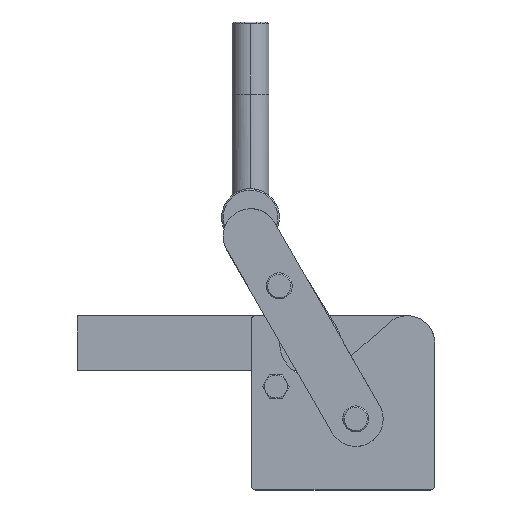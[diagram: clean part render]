
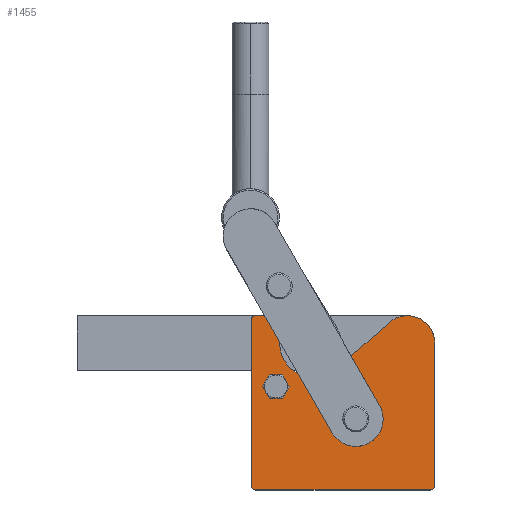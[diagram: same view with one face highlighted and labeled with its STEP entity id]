
A CAD part, top view. The second image highlights one B-rep face of the part: STEP entity #1455.
In plain terms, the highlighted planar face has unit normal (0, 0, 1).
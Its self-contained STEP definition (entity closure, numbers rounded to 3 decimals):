
#7 = VECTOR ( 'NONE', #1308, 1000. ) ;
#74 = EDGE_CURVE ( 'NONE', #2017, #7306, #183, .T. ) ;
#183 = CIRCLE ( 'NONE', #8160, 23.75 ) ;
#265 = DIRECTION ( 'NONE',  ( 1., 0., 0. ) ) ;
#301 = CARTESIAN_POINT ( 'NONE',  ( -121., -3., 10. ) ) ;
#361 = AXIS2_PLACEMENT_3D ( 'NONE', #2389, #6810, #3037 ) ;
#410 = VERTEX_POINT ( 'NONE', #4554 ) ;
#491 = AXIS2_PLACEMENT_3D ( 'NONE', #667, #6355, #2574 ) ;
#667 = CARTESIAN_POINT ( 'NONE',  ( -17.755, 92.862, 10. ) ) ;
#668 = CARTESIAN_POINT ( 'NONE',  ( -28.562, 112.855, 10. ) ) ;
#737 = ORIENTED_EDGE ( 'NONE', *, *, #6164, .F. ) ;
#758 = EDGE_CURVE ( 'NONE', #4308, #410, #5395, .T. ) ;
#765 = CIRCLE ( 'NONE', #5191, 3. ) ;
#810 = ORIENTED_EDGE ( 'NONE', *, *, #4622, .T. ) ;
#850 = CARTESIAN_POINT ( 'NONE',  ( -124., 114.6, 10. ) ) ;
#889 = EDGE_CURVE ( 'NONE', #8013, #5347, #2527, .T. ) ;
#1278 = ORIENTED_EDGE ( 'NONE', *, *, #74, .T. ) ;
#1308 = DIRECTION ( 'NONE',  ( -1., 0., 0. ) ) ;
#1315 = DIRECTION ( 'NONE',  ( 0., 0., 1. ) ) ;
#1362 = ORIENTED_EDGE ( 'NONE', *, *, #6175, .T. ) ;
#1378 = AXIS2_PLACEMENT_3D ( 'NONE', #5088, #1315, #5725 ) ;
#1409 = EDGE_LOOP ( 'NONE', ( #737, #5860 ) ) ;
#1455 = ADVANCED_FACE ( 'NONE', ( #7965, #4792, #3116 ), #5080, .T. ) ;
#1567 = EDGE_CURVE ( 'NONE', #2445, #2017, #5668, .T. ) ;
#1575 = CIRCLE ( 'NONE', #2983, 19. ) ;
#1580 = DIRECTION ( 'NONE',  ( 0., 0., -1. ) ) ;
#1698 = VERTEX_POINT ( 'NONE', #2801 ) ;
#1730 = AXIS2_PLACEMENT_3D ( 'NONE', #5996, #2220, #6643 ) ;
#1839 = CARTESIAN_POINT ( 'NONE',  ( -121., 117.6, 10. ) ) ;
#1877 = LINE ( 'NONE', #5081, #7 ) ;
#1981 = VERTEX_POINT ( 'NONE', #1839 ) ;
#1991 = EDGE_CURVE ( 'NONE', #5049, #6203, #3295, .T. ) ;
#2017 = VERTEX_POINT ( 'NONE', #5070 ) ;
#2090 = DIRECTION ( 'NONE',  ( 0., 0., 1. ) ) ;
#2220 = DIRECTION ( 'NONE',  ( 0., 0., 1. ) ) ;
#2275 = CARTESIAN_POINT ( 'NONE',  ( -107., 60.6, 10. ) ) ;
#2285 = DIRECTION ( 'NONE',  ( 0., 0., 1. ) ) ;
#2389 = CARTESIAN_POINT ( 'NONE',  ( -51.302, 46.1, 10. ) ) ;
#2445 = VERTEX_POINT ( 'NONE', #3131 ) ;
#2527 = CIRCLE ( 'NONE', #1378, 8. ) ;
#2535 = CARTESIAN_POINT ( 'NONE',  ( -121., 0., 10. ) ) ;
#2574 = DIRECTION ( 'NONE',  ( -0.956, 0.292, 0. ) ) ;
#2714 = CARTESIAN_POINT ( 'NONE',  ( -80.66, 98.6, 10. ) ) ;
#2801 = CARTESIAN_POINT ( 'NONE',  ( -45.802, 46.1, 10. ) ) ;
#2970 = VECTOR ( 'NONE', #5266, 1000. ) ;
#2983 = AXIS2_PLACEMENT_3D ( 'NONE', #6060, #2285, #6702 ) ;
#3037 = DIRECTION ( 'NONE',  ( 0., -1., 0. ) ) ;
#3112 = CARTESIAN_POINT ( 'NONE',  ( -107., 76.6, 10. ) ) ;
#3116 = FACE_BOUND ( 'NONE', #4993, .T. ) ;
#3131 = CARTESIAN_POINT ( 'NONE',  ( -64.958, 80.781, 10. ) ) ;
#3170 = EDGE_CURVE ( 'NONE', #4084, #1981, #1877, .T. ) ;
#3174 = VERTEX_POINT ( 'NONE', #668 ) ;
#3186 = DIRECTION ( 'NONE',  ( 1., 0., 0. ) ) ;
#3253 = VECTOR ( 'NONE', #3514, 1000. ) ;
#3264 = ORIENTED_EDGE ( 'NONE', *, *, #889, .F. ) ;
#3295 = CIRCLE ( 'NONE', #7499, 3. ) ;
#3361 = DIRECTION ( 'NONE',  ( 1., 0., 0. ) ) ;
#3381 = CARTESIAN_POINT ( 'NONE',  ( -121., -3., 10. ) ) ;
#3387 = EDGE_CURVE ( 'NONE', #5347, #8013, #6117, .T. ) ;
#3501 = DIRECTION ( 'NONE',  ( 0., 0., 1. ) ) ;
#3514 = DIRECTION ( 'NONE',  ( 1., 0., 0. ) ) ;
#3613 = VECTOR ( 'NONE', #6636, 1000. ) ;
#3661 = VERTEX_POINT ( 'NONE', #3744 ) ;
#3744 = CARTESIAN_POINT ( 'NONE',  ( 0., -3., 10. ) ) ;
#3750 = CARTESIAN_POINT ( 'NONE',  ( -104.306, 100.82, 10. ) ) ;
#3958 = EDGE_LOOP ( 'NONE', ( #5034, #1278, #6008, #7696, #6735, #1362, #4635, #4947, #810, #4004, #6307, #5158 ) ) ;
#3988 = AXIS2_PLACEMENT_3D ( 'NONE', #5864, #2090, #6500 ) ;
#4004 = ORIENTED_EDGE ( 'NONE', *, *, #758, .T. ) ;
#4062 = DIRECTION ( 'NONE',  ( 0., 0., 1. ) ) ;
#4084 = VERTEX_POINT ( 'NONE', #7324 ) ;
#4183 = EDGE_CURVE ( 'NONE', #4670, #1698, #5509, .T. ) ;
#4308 = VERTEX_POINT ( 'NONE', #7567 ) ;
#4317 = CARTESIAN_POINT ( 'NONE',  ( 3., 98.6, 10. ) ) ;
#4445 = VERTEX_POINT ( 'NONE', #6384 ) ;
#4554 = CARTESIAN_POINT ( 'NONE',  ( 3., 98.6, 10. ) ) ;
#4622 = EDGE_CURVE ( 'NONE', #3661, #4308, #6183, .T. ) ;
#4635 = ORIENTED_EDGE ( 'NONE', *, *, #1991, .T. ) ;
#4665 = CARTESIAN_POINT ( 'NONE',  ( -124., 0., 10. ) ) ;
#4670 = VERTEX_POINT ( 'NONE', #7315 ) ;
#4731 = AXIS2_PLACEMENT_3D ( 'NONE', #2714, #7138, #3361 ) ;
#4792 = FACE_OUTER_BOUND ( 'NONE', #3958, .T. ) ;
#4913 = LINE ( 'NONE', #3750, #6592 ) ;
#4947 = ORIENTED_EDGE ( 'NONE', *, *, #6336, .T. ) ;
#4993 = EDGE_LOOP ( 'NONE', ( #3264, #7520 ) ) ;
#5034 = ORIENTED_EDGE ( 'NONE', *, *, #1567, .T. ) ;
#5049 = VERTEX_POINT ( 'NONE', #4665 ) ;
#5070 = CARTESIAN_POINT ( 'NONE',  ( -104.41, 98.6, 10. ) ) ;
#5080 = PLANE ( 'NONE',  #491 ) ;
#5081 = CARTESIAN_POINT ( 'NONE',  ( -121., 117.6, 10. ) ) ;
#5088 = CARTESIAN_POINT ( 'NONE',  ( -107., 68.6, 10. ) ) ;
#5158 = ORIENTED_EDGE ( 'NONE', *, *, #7938, .T. ) ;
#5191 = AXIS2_PLACEMENT_3D ( 'NONE', #7850, #4062, #265 ) ;
#5266 = DIRECTION ( 'NONE',  ( 0., -1., 0. ) ) ;
#5347 = VERTEX_POINT ( 'NONE', #3112 ) ;
#5389 = CARTESIAN_POINT ( 'NONE',  ( -64.958, 80.781, 10. ) ) ;
#5395 = LINE ( 'NONE', #4317, #7088 ) ;
#5509 = CIRCLE ( 'NONE', #361, 5.5 ) ;
#5642 = AXIS2_PLACEMENT_3D ( 'NONE', #7281, #3501, #7924 ) ;
#5668 = CIRCLE ( 'NONE', #4731, 23.75 ) ;
#5725 = DIRECTION ( 'NONE',  ( 1., 0., 0. ) ) ;
#5860 = ORIENTED_EDGE ( 'NONE', *, *, #4183, .F. ) ;
#5864 = CARTESIAN_POINT ( 'NONE',  ( -51.302, 46.1, 10. ) ) ;
#5996 = CARTESIAN_POINT ( 'NONE',  ( 0., 0., 10. ) ) ;
#6008 = ORIENTED_EDGE ( 'NONE', *, *, #7024, .T. ) ;
#6060 = CARTESIAN_POINT ( 'NONE',  ( -16., 98.6, 10. ) ) ;
#6110 = LINE ( 'NONE', #850, #2970 ) ;
#6117 = CIRCLE ( 'NONE', #5642, 8. ) ;
#6164 = EDGE_CURVE ( 'NONE', #1698, #4670, #8021, .T. ) ;
#6175 = EDGE_CURVE ( 'NONE', #4445, #5049, #6110, .T. ) ;
#6183 = CIRCLE ( 'NONE', #1730, 3. ) ;
#6203 = VERTEX_POINT ( 'NONE', #3381 ) ;
#6299 = CARTESIAN_POINT ( 'NONE',  ( -80.66, 98.6, 10. ) ) ;
#6307 = ORIENTED_EDGE ( 'NONE', *, *, #6369, .T. ) ;
#6336 = EDGE_CURVE ( 'NONE', #6203, #3661, #6610, .T. ) ;
#6355 = DIRECTION ( 'NONE',  ( 0., 0., 1. ) ) ;
#6369 = EDGE_CURVE ( 'NONE', #410, #3174, #1575, .T. ) ;
#6384 = CARTESIAN_POINT ( 'NONE',  ( -124., 114.6, 10. ) ) ;
#6500 = DIRECTION ( 'NONE',  ( 0., -1., 0. ) ) ;
#6592 = VECTOR ( 'NONE', #7535, 1000. ) ;
#6610 = LINE ( 'NONE', #301, #3253 ) ;
#6636 = DIRECTION ( 'NONE',  ( -0.75, -0.661, 0. ) ) ;
#6643 = DIRECTION ( 'NONE',  ( 1., 0., 0. ) ) ;
#6662 = EDGE_CURVE ( 'NONE', #1981, #4445, #765, .T. ) ;
#6702 = DIRECTION ( 'NONE',  ( 1., 0., 0. ) ) ;
#6735 = ORIENTED_EDGE ( 'NONE', *, *, #6662, .T. ) ;
#6810 = DIRECTION ( 'NONE',  ( 0., 0., 1. ) ) ;
#6953 = DIRECTION ( 'NONE',  ( 0., 0., 1. ) ) ;
#7024 = EDGE_CURVE ( 'NONE', #7306, #4084, #4913, .T. ) ;
#7088 = VECTOR ( 'NONE', #8108, 1000. ) ;
#7138 = DIRECTION ( 'NONE',  ( 0., 0., -1. ) ) ;
#7171 = LINE ( 'NONE', #5389, #3613 ) ;
#7281 = CARTESIAN_POINT ( 'NONE',  ( -107., 68.6, 10. ) ) ;
#7306 = VERTEX_POINT ( 'NONE', #7891 ) ;
#7315 = CARTESIAN_POINT ( 'NONE',  ( -56.802, 46.1, 10. ) ) ;
#7324 = CARTESIAN_POINT ( 'NONE',  ( -114.589, 117.6, 10. ) ) ;
#7499 = AXIS2_PLACEMENT_3D ( 'NONE', #2535, #6953, #3186 ) ;
#7520 = ORIENTED_EDGE ( 'NONE', *, *, #3387, .F. ) ;
#7535 = DIRECTION ( 'NONE',  ( -0.522, 0.853, 0. ) ) ;
#7567 = CARTESIAN_POINT ( 'NONE',  ( 3., 0., 10. ) ) ;
#7583 = DIRECTION ( 'NONE',  ( 1., 0., 0. ) ) ;
#7696 = ORIENTED_EDGE ( 'NONE', *, *, #3170, .T. ) ;
#7850 = CARTESIAN_POINT ( 'NONE',  ( -121., 114.6, 10. ) ) ;
#7891 = CARTESIAN_POINT ( 'NONE',  ( -104.306, 100.82, 10. ) ) ;
#7924 = DIRECTION ( 'NONE',  ( 1., 0., 0. ) ) ;
#7938 = EDGE_CURVE ( 'NONE', #3174, #2445, #7171, .T. ) ;
#7965 = FACE_BOUND ( 'NONE', #1409, .T. ) ;
#8013 = VERTEX_POINT ( 'NONE', #2275 ) ;
#8021 = CIRCLE ( 'NONE', #3988, 5.5 ) ;
#8108 = DIRECTION ( 'NONE',  ( 0., 1., 0. ) ) ;
#8160 = AXIS2_PLACEMENT_3D ( 'NONE', #6299, #1580, #7583 ) ;
